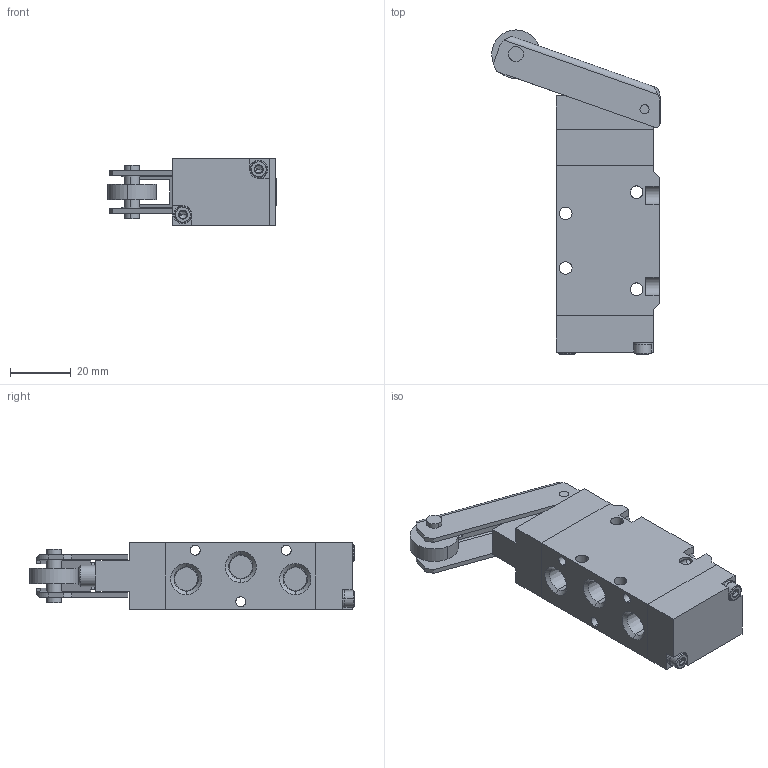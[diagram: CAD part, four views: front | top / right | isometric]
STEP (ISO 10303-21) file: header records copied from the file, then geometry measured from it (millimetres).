
FILE_DESCRIPTION (( 'STEP AP203' ), '1' );
FILE_NAME ('7001000510U.step', '2024-02-07T21:25:56', ( '' ), ( '' ), 'SwSTEP 2.0', 'SolidWorks 2023', '' );
FILE_SCHEMA (( 'CONFIG_CONTROL_DESIGN' ));
Length unit declared in the file: inch
Products named in the file (1): 7001000510U
Bounding box: 55.55 x 106.86 x 22 mm (x, y, z)
Volume: 57178.5 mm3; surface area: 21731.3 mm2
Topology: 9 solids, 9 shells, 240 faces, 586 edges, 370 vertices
Faces by surface type: plane 121, cylinder 69, cone 36, bspline 14
Entity records: 7639 total; most frequent: CARTESIAN_POINT 1855, DIRECTION 1196, ORIENTED_EDGE 1164, EDGE_CURVE 582, AXIS2_PLACEMENT_3D 429, VERTEX_POINT 370, VECTOR 338, LINE 338
